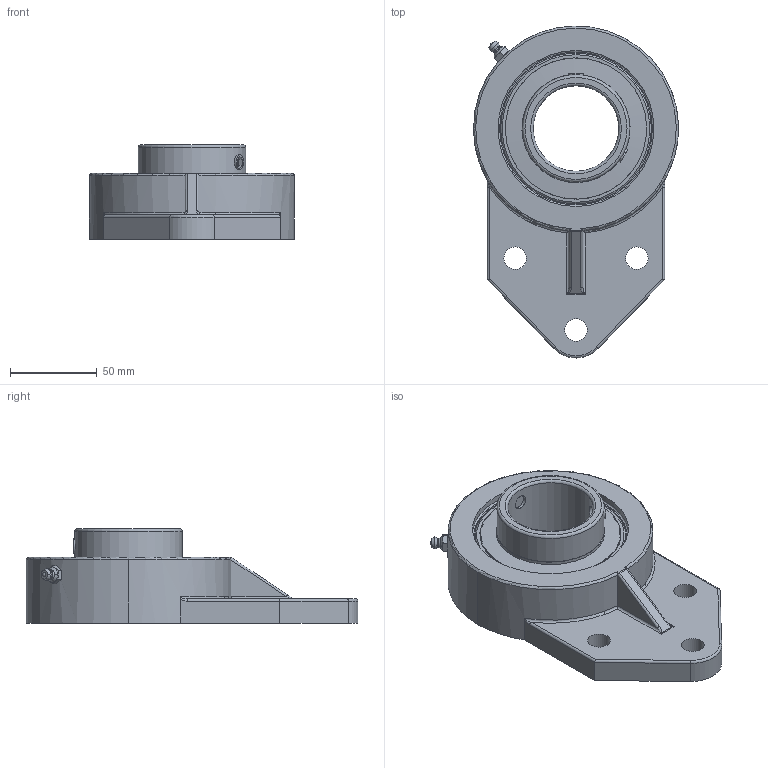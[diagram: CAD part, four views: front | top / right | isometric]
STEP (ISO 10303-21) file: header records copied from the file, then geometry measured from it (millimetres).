
FILE_DESCRIPTION(('HOOPS Exchange Step'),'2;1');
FILE_NAME('export-61B131B0-AD49-4403-8308-CD217A81B3D9.stp','2019-12-12T16:41:52+16:00',('ibuslach'),('Alibre'),'HOOPS Exchange 2019.2','Alibre','Unknown authorisation');
FILE_SCHEMA( ('AP242_MANAGED_MODEL_BASED_3D_ENGINEERING_MIM_LF {1 0 10303 442 1 1 4 }') );
Length unit declared in the file: centimetre
Products named in the file (7): MRN SFB 210; UCP ZERK 6mm; SUC 210-31 RACES; SUC 210 SHIELD; SUC 210 SS; MRN SUC 210-31; MRN SUCFB 210-31
Assembly tree (8 placements, depth 3):
  MRN SUCFB 210-31
    MRN SFB 210
    UCP ZERK 6mm
    MRN SUC 210-31
      SUC 210-31 RACES
      SUC 210 SHIELD  x2
      SUC 210 SS  x2
Bounding box: 118 x 191 x 54.4 mm (x, y, z)
Volume: 338670.8 mm3; surface area: 96263.1 mm2
Topology: 8 solids, 8 shells, 160 faces, 411 edges, 262 vertices
Faces by surface type: plane 54, cylinder 51, torus 20, cone 18, bspline 10, sphere 7
Full cylindrical faces by diameter (mm): 1.507 x2, 6 x2, 8.382 x4, 13 x3, 49.212 x1, 61.722 x3, 62.23 x2, 81.28 x3, 89.741 x1, 93.741 x1
Entity records: 8538 total; most frequent: CARTESIAN_POINT 4881, DIRECTION 757, ORIENTED_EDGE 720, EDGE_CURVE 360, AXIS2_PLACEMENT_3D 316, VERTEX_POINT 231, EDGE_LOOP 167, FACE_BOUND 167
